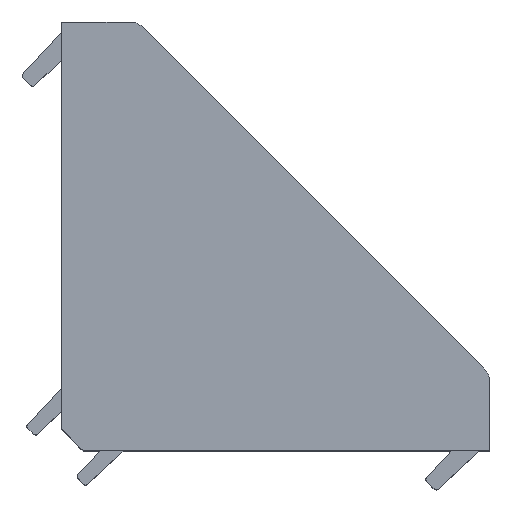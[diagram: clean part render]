
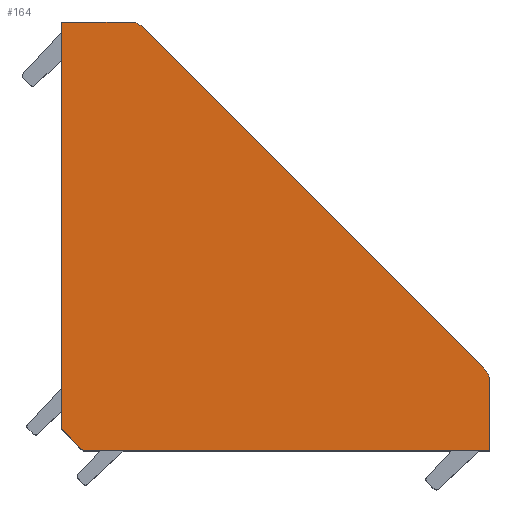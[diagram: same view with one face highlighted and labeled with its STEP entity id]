
A CAD part, top view. The second image highlights one B-rep face of the part: STEP entity #164.
In plain terms, the highlighted planar face has unit normal (0, 0, 1).
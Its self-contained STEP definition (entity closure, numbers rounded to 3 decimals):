
#164=ADVANCED_FACE('',(#364),#365,.T.);
#364=FACE_OUTER_BOUND('',#737,.T.);
#365=PLANE('',#738);
#737=EDGE_LOOP('',(#1198,#1199,#1200,#1201,#1202,#1203,#1204,#1205));
#738=AXIS2_PLACEMENT_3D('',#1206,#1207,#1208);
#1198=ORIENTED_EDGE('',*,*,#2662,.T.);
#1199=ORIENTED_EDGE('',*,*,#2663,.T.);
#1200=ORIENTED_EDGE('',*,*,#2664,.T.);
#1201=ORIENTED_EDGE('',*,*,#2665,.T.);
#1202=ORIENTED_EDGE('',*,*,#2666,.T.);
#1203=ORIENTED_EDGE('',*,*,#2667,.T.);
#1204=ORIENTED_EDGE('',*,*,#2668,.T.);
#1205=ORIENTED_EDGE('',*,*,#2669,.T.);
#1206=CARTESIAN_POINT('',(40.0,6.669,21.441));
#1207=DIRECTION('',(0.0,0.0,1.0));
#1208=DIRECTION('',(1.0,0.0,0.0));
#2662=EDGE_CURVE('',#3215,#3216,#3217,.T.);
#2663=EDGE_CURVE('',#3216,#3218,#3219,.T.);
#2664=EDGE_CURVE('',#3218,#3220,#3221,.T.);
#2665=EDGE_CURVE('',#3220,#3222,#3223,.T.);
#2666=EDGE_CURVE('',#3222,#3224,#3225,.T.);
#2667=EDGE_CURVE('',#3224,#3226,#3227,.T.);
#2668=EDGE_CURVE('',#3226,#3228,#3229,.T.);
#2669=EDGE_CURVE('',#3228,#3215,#3230,.T.);
#3215=VERTEX_POINT('',#4049);
#3216=VERTEX_POINT('',#4050);
#3217=LINE('',#4051,#4052);
#3218=VERTEX_POINT('',#4053);
#3219=LINE('',#4054,#4055);
#3220=VERTEX_POINT('',#4056);
#3221=LINE('',#4057,#4058);
#3222=VERTEX_POINT('',#4059);
#3223=LINE('',#4060,#4061);
#3224=VERTEX_POINT('',#4062);
#3225=CIRCLE('',#4063,2.0);
#3226=VERTEX_POINT('',#4064);
#3227=LINE('',#4065,#4066);
#3228=VERTEX_POINT('',#4067);
#3229=CIRCLE('',#4068,2.);
#3230=LINE('',#4069,#4070);
#4049=CARTESIAN_POINT('',(0.0,42.0,21.441));
#4050=CARTESIAN_POINT('',(0.0,2.121,21.441));
#4051=CARTESIAN_POINT('',(0.0,42.0,21.441));
#4052=VECTOR('',#5130,1.0);
#4053=CARTESIAN_POINT('',(2.121,0.0,21.441));
#4054=CARTESIAN_POINT('',(0.0,2.121,21.441));
#4055=VECTOR('',#5131,1.0);
#4056=CARTESIAN_POINT('',(42.0,0.0,21.441));
#4057=CARTESIAN_POINT('',(2.121,0.0,21.441));
#4058=VECTOR('',#5132,1.0);
#4059=CARTESIAN_POINT('',(42.0,6.669,21.441));
#4060=CARTESIAN_POINT('',(42.0,0.0,21.441));
#4061=VECTOR('',#5133,1.0);
#4062=CARTESIAN_POINT('',(41.414,8.084,21.441));
#4063=AXIS2_PLACEMENT_3D('',#5134,#5135,#5136);
#4064=CARTESIAN_POINT('',(8.071,41.414,21.441));
#4065=CARTESIAN_POINT('',(41.414,8.084,21.441));
#4066=VECTOR('',#5137,1.0);
#4067=CARTESIAN_POINT('',(6.657,42.0,21.441));
#4068=AXIS2_PLACEMENT_3D('',#5138,#5139,#5140);
#4069=CARTESIAN_POINT('',(6.657,42.0,21.441));
#4070=VECTOR('',#5141,1.0);
#5130=DIRECTION('',(0.0,-1.0,0.0));
#5131=DIRECTION('',(0.707,-0.707,0.0));
#5132=DIRECTION('',(1.0,0.0,0.0));
#5133=DIRECTION('',(0.0,1.0,0.0));
#5134=CARTESIAN_POINT('',(40.0,6.669,21.441));
#5135=DIRECTION('',(0.0,0.0,1.0));
#5136=DIRECTION('',(1.0,0.0,0.0));
#5137=DIRECTION('',(-0.707,0.707,0.0));
#5138=CARTESIAN_POINT('',(6.657,40.0,21.441));
#5139=DIRECTION('',(0.0,0.0,1.0));
#5140=DIRECTION('',(1.0,0.0,0.0));
#5141=DIRECTION('',(-1.0,0.0,0.0));
